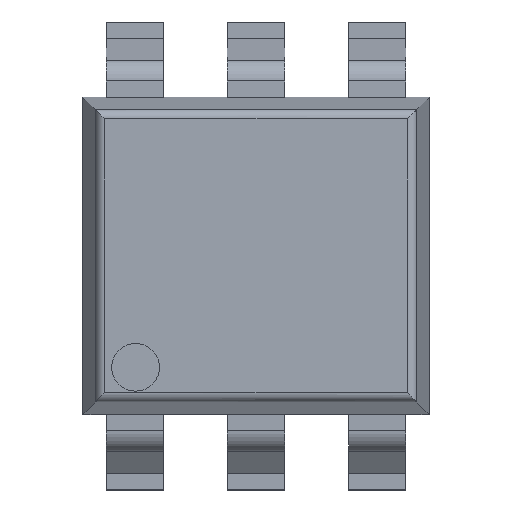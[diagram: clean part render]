
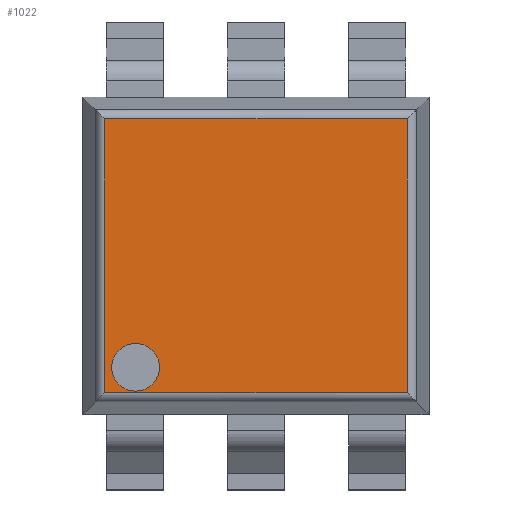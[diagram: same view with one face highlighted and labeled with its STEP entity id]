
A CAD part, top view. The second image highlights one B-rep face of the part: STEP entity #1022.
In plain terms, the highlighted planar face has unit normal (0, 0, 1).
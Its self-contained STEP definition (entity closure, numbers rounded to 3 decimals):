
#17 = LINE ( 'NONE', #2979, #96 ) ;
#79 = AXIS2_PLACEMENT_3D ( 'NONE', #1216, #2889, #3243 ) ;
#96 = VECTOR ( 'NONE', #4361, 1000. ) ;
#123 = CARTESIAN_POINT ( 'NONE',  ( 6.156, 7.08, 3.505 ) ) ;
#204 = AXIS2_PLACEMENT_3D ( 'NONE', #2366, #1421, #1690 ) ;
#514 = VECTOR ( 'NONE', #4343, 1000. ) ;
#571 = LINE ( 'NONE', #2252, #514 ) ;
#610 = DIRECTION ( 'NONE',  ( -1., 0., 0. ) ) ;
#691 = VERTEX_POINT ( 'NONE', #1887 ) ;
#729 = LINE ( 'NONE', #2384, #3357 ) ;
#903 = ORIENTED_EDGE ( 'NONE', *, *, #3843, .T. ) ;
#1022 = ADVANCED_FACE ( 'NONE', ( #3766, #1336 ), #2738, .F. ) ;
#1072 = ORIENTED_EDGE ( 'NONE', *, *, #1360, .T. ) ;
#1168 = CARTESIAN_POINT ( 'NONE',  ( 0.969, 1.877, 3.505 ) ) ;
#1216 = CARTESIAN_POINT ( 'NONE',  ( 0.469, 1.877, 3.505 ) ) ;
#1323 = EDGE_LOOP ( 'NONE', ( #3023, #1872 ) ) ;
#1336 = FACE_BOUND ( 'NONE', #1323, .T. ) ;
#1360 = EDGE_CURVE ( 'NONE', #1513, #2465, #571, .T. ) ;
#1421 = DIRECTION ( 'NONE',  ( 0., 0., -1. ) ) ;
#1507 = CIRCLE ( 'NONE', #3200, 0.5 ) ;
#1513 = VERTEX_POINT ( 'NONE', #3825 ) ;
#1529 = EDGE_CURVE ( 'NONE', #2870, #691, #1507, .T. ) ;
#1690 = DIRECTION ( 'NONE',  ( -1., 0., 0. ) ) ;
#1872 = ORIENTED_EDGE ( 'NONE', *, *, #3297, .F. ) ;
#1887 = CARTESIAN_POINT ( 'NONE',  ( -0.031, 1.877, 3.505 ) ) ;
#1941 = VERTEX_POINT ( 'NONE', #4039 ) ;
#2117 = CARTESIAN_POINT ( 'NONE',  ( 0.469, 1.877, 3.505 ) ) ;
#2150 = CIRCLE ( 'NONE', #79, 0.5 ) ;
#2191 = EDGE_CURVE ( 'NONE', #1941, #2583, #729, .T. ) ;
#2203 = CARTESIAN_POINT ( 'NONE',  ( -0.176, 1.348, 3.505 ) ) ;
#2252 = CARTESIAN_POINT ( 'NONE',  ( 6.156, 7.248, 3.505 ) ) ;
#2356 = CARTESIAN_POINT ( 'NONE',  ( -0.344, 7.08, 3.505 ) ) ;
#2366 = CARTESIAN_POINT ( 'NONE',  ( -0.635, 0.889, 3.505 ) ) ;
#2367 = ORIENTED_EDGE ( 'NONE', *, *, #2191, .T. ) ;
#2384 = CARTESIAN_POINT ( 'NONE',  ( -0.176, 1.18, 3.505 ) ) ;
#2465 = VERTEX_POINT ( 'NONE', #123 ) ;
#2583 = VERTEX_POINT ( 'NONE', #2203 ) ;
#2738 = PLANE ( 'NONE',  #204 ) ;
#2739 = EDGE_LOOP ( 'NONE', ( #903, #2367, #3186, #1072 ) ) ;
#2870 = VERTEX_POINT ( 'NONE', #1168 ) ;
#2889 = DIRECTION ( 'NONE',  ( 0., 0., 1. ) ) ;
#2979 = CARTESIAN_POINT ( 'NONE',  ( 6.324, 1.348, 3.505 ) ) ;
#3023 = ORIENTED_EDGE ( 'NONE', *, *, #1529, .F. ) ;
#3048 = LINE ( 'NONE', #2356, #3376 ) ;
#3186 = ORIENTED_EDGE ( 'NONE', *, *, #4018, .T. ) ;
#3200 = AXIS2_PLACEMENT_3D ( 'NONE', #2117, #3489, #4193 ) ;
#3243 = DIRECTION ( 'NONE',  ( 1., 0., 0. ) ) ;
#3297 = EDGE_CURVE ( 'NONE', #691, #2870, #2150, .T. ) ;
#3357 = VECTOR ( 'NONE', #3690, 1000. ) ;
#3376 = VECTOR ( 'NONE', #610, 1000. ) ;
#3489 = DIRECTION ( 'NONE',  ( 0., 0., 1. ) ) ;
#3690 = DIRECTION ( 'NONE',  ( 0., -1., 0. ) ) ;
#3766 = FACE_OUTER_BOUND ( 'NONE', #2739, .T. ) ;
#3825 = CARTESIAN_POINT ( 'NONE',  ( 6.156, 1.348, 3.505 ) ) ;
#3843 = EDGE_CURVE ( 'NONE', #2465, #1941, #3048, .T. ) ;
#4018 = EDGE_CURVE ( 'NONE', #2583, #1513, #17, .T. ) ;
#4039 = CARTESIAN_POINT ( 'NONE',  ( -0.176, 7.08, 3.505 ) ) ;
#4193 = DIRECTION ( 'NONE',  ( 1., 0., 0. ) ) ;
#4343 = DIRECTION ( 'NONE',  ( 0., 1., 0. ) ) ;
#4361 = DIRECTION ( 'NONE',  ( 1., 0., 0. ) ) ;
